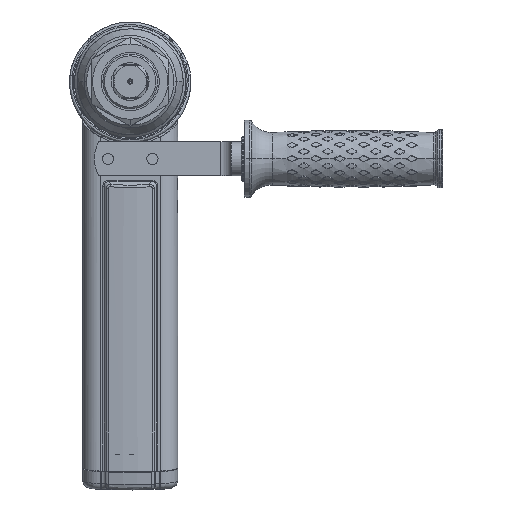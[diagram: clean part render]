
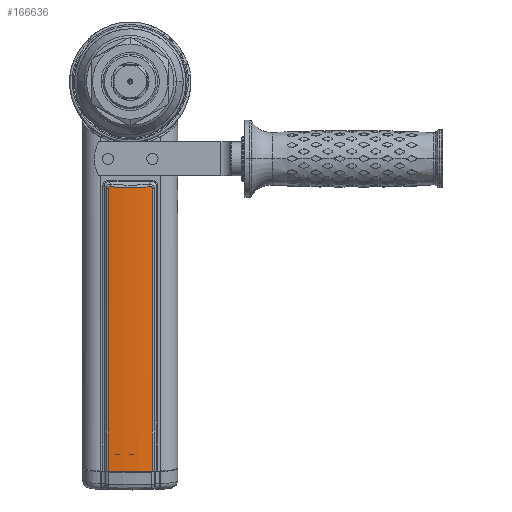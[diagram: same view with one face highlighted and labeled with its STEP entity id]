
A CAD part, top view. The second image highlights one B-rep face of the part: STEP entity #166636.
In plain terms, the highlighted cylindrical face has radius 86.25 mm (diameter 172.5 mm), a partial arc.
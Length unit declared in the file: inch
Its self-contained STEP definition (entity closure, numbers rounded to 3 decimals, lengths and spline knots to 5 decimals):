
#27008=CARTESIAN_POINT('',(0.,-8.95669,-3.11024));
#27009=DIRECTION('',(0.,-1.,0.));
#27010=DIRECTION('',(0.149,0.,0.989));
#27011=AXIS2_PLACEMENT_3D('',#27008,#27009,#27010);
#27066=DIRECTION('',(0.,-1.,0.));
#27067=VECTOR('',#27066,6.5104);
#27068=CARTESIAN_POINT('',(-0.50631,-2.44629,
0.24747));
#27069=LINE('',#27068,#27067);
#27070=CARTESIAN_POINT('',(-0.45627,-2.41152,
0.25464));
#27071=CARTESIAN_POINT('',(-0.46215,-2.41074,
0.25384));
#27072=CARTESIAN_POINT('',(-0.47305,-2.41038,
0.25233));
#27073=CARTESIAN_POINT('',(-0.48763,-2.41382,
0.25025));
#27074=CARTESIAN_POINT('',(-0.49828,-2.4212,
0.24868));
#27075=CARTESIAN_POINT('',(-0.50476,-2.43183,
0.24771));
#27076=CARTESIAN_POINT('',(-0.50631,-2.44111,
0.24747));
#27077=CARTESIAN_POINT('',(-0.50631,-2.44629,
0.24747));
#27079=CARTESIAN_POINT('',(0.45627,-2.41152,
0.25464));
#27080=CARTESIAN_POINT('',(0.35554,-2.42481,
0.26829));
#27081=CARTESIAN_POINT('',(0.15284,-2.44261,
0.28657));
#27082=CARTESIAN_POINT('',(-0.15276,-2.44262,
0.28658));
#27083=CARTESIAN_POINT('',(-0.35551,-2.42482,
0.2683));
#27084=CARTESIAN_POINT('',(-0.45627,-2.41152,
0.25464));
#27086=CARTESIAN_POINT('',(0.50631,-2.44629,
0.24747));
#27087=CARTESIAN_POINT('',(0.50631,-2.44111,
0.24747));
#27088=CARTESIAN_POINT('',(0.50476,-2.43183,
0.24771));
#27089=CARTESIAN_POINT('',(0.49828,-2.42121,
0.24868));
#27090=CARTESIAN_POINT('',(0.48764,-2.41382,
0.25025));
#27091=CARTESIAN_POINT('',(0.47305,-2.41038,
0.25233));
#27092=CARTESIAN_POINT('',(0.46215,-2.41074,
0.25384));
#27093=CARTESIAN_POINT('',(0.45627,-2.41152,
0.25464));
#27095=DIRECTION('',(0.,1.,0.));
#27096=VECTOR('',#27095,6.5104);
#27097=CARTESIAN_POINT('',(0.50631,-8.95669,
0.24747));
#27098=LINE('',#27097,#27096);
#84298=CARTESIAN_POINT('',(0.50631,-8.95669,
0.24747));
#84299=CARTESIAN_POINT('',(-0.50631,-8.95669,
0.24747));
#84300=VERTEX_POINT('',#84298);
#84301=VERTEX_POINT('',#84299);
#84308=VERTEX_POINT('',#27070);
#84309=VERTEX_POINT('',#27077);
#84310=VERTEX_POINT('',#27079);
#84311=VERTEX_POINT('',#27086);
#166619=CARTESIAN_POINT('',(0.,-2.22835,-3.11024));
#166620=DIRECTION('',(0.,-1.,0.));
#166621=DIRECTION('',(1.,0.,0.));
#166622=AXIS2_PLACEMENT_3D('',#166619,#166620,#166621);
#166623=CYLINDRICAL_SURFACE('',#166622,3.39567);
#166624=ORIENTED_EDGE('',*,*,#166319,.T.);
#166626=ORIENTED_EDGE('',*,*,#166625,.F.);
#166628=ORIENTED_EDGE('',*,*,#166627,.F.);
#166630=ORIENTED_EDGE('',*,*,#166629,.F.);
#166632=ORIENTED_EDGE('',*,*,#166631,.F.);
#166633=ORIENTED_EDGE('',*,*,#166608,.F.);
#166634=EDGE_LOOP('',(#166624,#166626,#166628,#166630,#166632,#166633));
#166635=FACE_OUTER_BOUND('',#166634,.F.);
#166636=ADVANCED_FACE('',(#166635),#166623,.T.);
#27012=CIRCLE('',#27011,3.39567);
#27078=B_SPLINE_CURVE_WITH_KNOTS('',3,(#27070,#27071,#27072,#27073,#27074,
#27075,#27076,#27077),.UNSPECIFIED.,.F.,.F.,(4,1,1,1,1,4),(0.,0.2,0.4,
0.6,0.8,1.),.UNSPECIFIED.);
#27085=B_SPLINE_CURVE_WITH_KNOTS('',3,(#27079,#27080,#27081,#27082,#27083,
#27084),.UNSPECIFIED.,.F.,.F.,(4,1,1,4),(0.,0.33333,
0.66667,1.),.UNSPECIFIED.);
#27094=B_SPLINE_CURVE_WITH_KNOTS('',3,(#27086,#27087,#27088,#27089,#27090,
#27091,#27092,#27093),.UNSPECIFIED.,.F.,.F.,(4,1,1,1,1,4),(0.,0.2,0.4,
0.6,0.8,1.),.UNSPECIFIED.);
#166319=EDGE_CURVE('',#84300,#84301,#27012,.T.);
#166608=EDGE_CURVE('',#84300,#84311,#27098,.T.);
#166625=EDGE_CURVE('',#84309,#84301,#27069,.T.);
#166627=EDGE_CURVE('',#84308,#84309,#27078,.T.);
#166629=EDGE_CURVE('',#84310,#84308,#27085,.T.);
#166631=EDGE_CURVE('',#84311,#84310,#27094,.T.);
